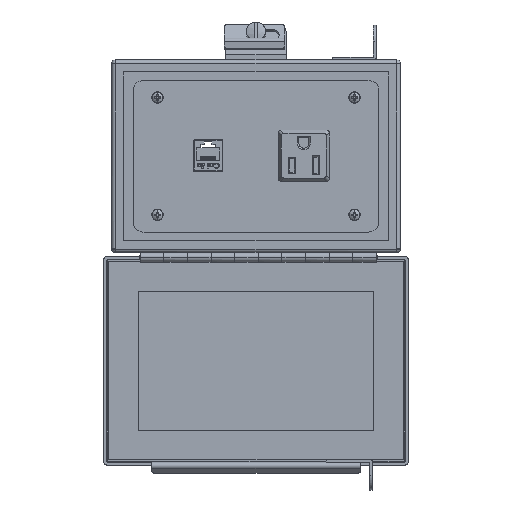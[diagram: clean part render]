
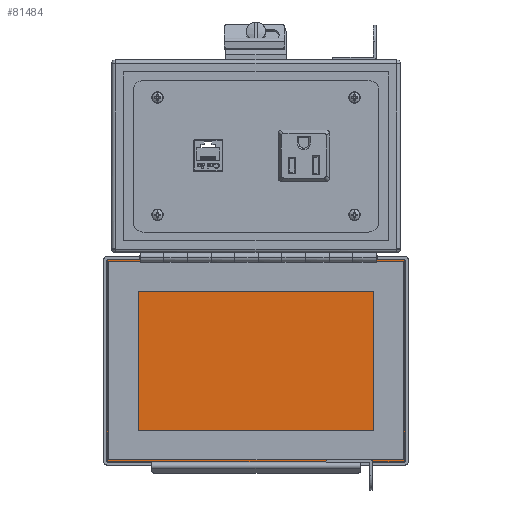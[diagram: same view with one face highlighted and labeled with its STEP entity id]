
A CAD part, top view. The second image highlights one B-rep face of the part: STEP entity #81484.
In plain terms, the highlighted planar face has unit normal (0, 0, 1).
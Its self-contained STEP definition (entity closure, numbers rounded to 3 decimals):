
#525 = DIRECTION ( 'NONE',  ( 0., 1., 0. ) ) ;
#1040 = VECTOR ( 'NONE', #41901, 1000. ) ;
#3188 = DIRECTION ( 'NONE',  ( -1., 0., 0. ) ) ;
#3189 = CARTESIAN_POINT ( 'NONE',  ( 0., -54.61, 22.479 ) ) ;
#3605 = CARTESIAN_POINT ( 'NONE',  ( -78.373, -161.29, 22.479 ) ) ;
#4043 = VECTOR ( 'NONE', #62407, 1000. ) ;
#6951 = VECTOR ( 'NONE', #57872, 1000. ) ;
#6962 = DIRECTION ( 'NONE',  ( 1., 0., 0. ) ) ;
#8375 = EDGE_CURVE ( 'NONE', #91140, #16880, #44381, .T. ) ;
#9476 = CARTESIAN_POINT ( 'NONE',  ( 78.613, -107.95, 22.479 ) ) ;
#11730 = DIRECTION ( 'NONE',  ( 1., 0., 0. ) ) ;
#11781 = ORIENTED_EDGE ( 'NONE', *, *, #66523, .T. ) ;
#11902 = CARTESIAN_POINT ( 'NONE',  ( 0., -55.88, 22.479 ) ) ;
#12090 = VECTOR ( 'NONE', #84940, 1000. ) ;
#13182 = EDGE_CURVE ( 'NONE', #44427, #18599, #61564, .T. ) ;
#14518 = EDGE_CURVE ( 'NONE', #14834, #70078, #43691, .T. ) ;
#14593 = CARTESIAN_POINT ( 'NONE',  ( 0., -161.29, 22.479 ) ) ;
#14834 = VERTEX_POINT ( 'NONE', #3605 ) ;
#14936 = EDGE_CURVE ( 'NONE', #44427, #16421, #50678, .T. ) ;
#15852 = CARTESIAN_POINT ( 'NONE',  ( -78.613, -107.95, 22.479 ) ) ;
#16421 = VERTEX_POINT ( 'NONE', #77336 ) ;
#16851 = CARTESIAN_POINT ( 'NONE',  ( 0., -160.02, 22.479 ) ) ;
#16880 = VERTEX_POINT ( 'NONE', #97783 ) ;
#16931 = VERTEX_POINT ( 'NONE', #91460 ) ;
#17448 = VERTEX_POINT ( 'NONE', #66646 ) ;
#18599 = VERTEX_POINT ( 'NONE', #89448 ) ;
#18918 = DIRECTION ( 'NONE',  ( 0., 1., 0. ) ) ;
#19086 = ORIENTED_EDGE ( 'NONE', *, *, #28292, .T. ) ;
#19449 = CARTESIAN_POINT ( 'NONE',  ( 78.69, -161.29, 22.479 ) ) ;
#19968 = VERTEX_POINT ( 'NONE', #54965 ) ;
#20260 = ORIENTED_EDGE ( 'NONE', *, *, #71003, .T. ) ;
#20288 = EDGE_CURVE ( 'NONE', #16880, #75818, #26171, .T. ) ;
#20710 = CARTESIAN_POINT ( 'NONE',  ( 63.564, -55.88, 22.479 ) ) ;
#20829 = LINE ( 'NONE', #3189, #81155 ) ;
#21843 = DIRECTION ( 'NONE',  ( 0., 0., -1. ) ) ;
#23446 = DIRECTION ( 'NONE',  ( 0., -1., 0. ) ) ;
#23610 = EDGE_CURVE ( 'NONE', #18599, #75818, #95380, .T. ) ;
#25082 = CARTESIAN_POINT ( 'NONE',  ( 78.613, -160.982, 22.479 ) ) ;
#25191 = CARTESIAN_POINT ( 'NONE',  ( 37.084, -161.29, 22.479 ) ) ;
#25403 = CARTESIAN_POINT ( 'NONE',  ( 59.944, -161.29, 22.479 ) ) ;
#26171 = CIRCLE ( 'NONE', #93707, 0.317 ) ;
#27068 = DIRECTION ( 'NONE',  ( 0., 1., 0. ) ) ;
#28292 = EDGE_CURVE ( 'NONE', #70078, #60259, #35685, .T. ) ;
#29150 = ORIENTED_EDGE ( 'NONE', *, *, #14936, .T. ) ;
#29408 = CARTESIAN_POINT ( 'NONE',  ( 59.944, -160.02, 22.479 ) ) ;
#29495 = ORIENTED_EDGE ( 'NONE', *, *, #14518, .T. ) ;
#30399 = ORIENTED_EDGE ( 'NONE', *, *, #13182, .F. ) ;
#30717 = VECTOR ( 'NONE', #86131, 1000. ) ;
#31091 = CARTESIAN_POINT ( 'NONE',  ( -78.69, -161.29, 22.479 ) ) ;
#32249 = LINE ( 'NONE', #16851, #12090 ) ;
#33106 = LINE ( 'NONE', #78549, #30717 ) ;
#34068 = EDGE_CURVE ( 'NONE', #45559, #14834, #49652, .T. ) ;
#34095 = DIRECTION ( 'NONE',  ( -1., 0., 0. ) ) ;
#34422 = CARTESIAN_POINT ( 'NONE',  ( 0., -161.29, 22.479 ) ) ;
#34457 = CARTESIAN_POINT ( 'NONE',  ( 78.359, -54.61, 22.479 ) ) ;
#34616 = ORIENTED_EDGE ( 'NONE', *, *, #34068, .T. ) ;
#35685 = LINE ( 'NONE', #49382, #91225 ) ;
#35696 = LINE ( 'NONE', #15852, #73510 ) ;
#38672 = DIRECTION ( 'NONE',  ( 1., 0., 0. ) ) ;
#41893 = CARTESIAN_POINT ( 'NONE',  ( 71.025, -54.61, 22.479 ) ) ;
#41901 = DIRECTION ( 'NONE',  ( 0., -1., 0. ) ) ;
#42782 = CIRCLE ( 'NONE', #68546, 0.317 ) ;
#43691 = LINE ( 'NONE', #14593, #61374 ) ;
#44381 = LINE ( 'NONE', #9476, #4043 ) ;
#44427 = VERTEX_POINT ( 'NONE', #20710 ) ;
#45229 = DIRECTION ( 'NONE',  ( 0., 0., 1. ) ) ;
#45559 = VERTEX_POINT ( 'NONE', #69884 ) ;
#45711 = ORIENTED_EDGE ( 'NONE', *, *, #20288, .T. ) ;
#46179 = VERTEX_POINT ( 'NONE', #97238 ) ;
#46735 = ORIENTED_EDGE ( 'NONE', *, *, #76346, .T. ) ;
#47169 = AXIS2_PLACEMENT_3D ( 'NONE', #90411, #45229, #98023 ) ;
#48329 = VECTOR ( 'NONE', #34095, 1000. ) ;
#48598 = DIRECTION ( 'NONE',  ( 0., 0., -1. ) ) ;
#48599 = DIRECTION ( 'NONE',  ( -1., 0., 0. ) ) ;
#48994 = ORIENTED_EDGE ( 'NONE', *, *, #93654, .T. ) ;
#49382 = CARTESIAN_POINT ( 'NONE',  ( 37.084, -107.95, 22.479 ) ) ;
#49606 = AXIS2_PLACEMENT_3D ( 'NONE', #93805, #48598, #3188 ) ;
#49652 = CIRCLE ( 'NONE', #50199, 0.317 ) ;
#50199 = AXIS2_PLACEMENT_3D ( 'NONE', #31091, #83919, #38672 ) ;
#50366 = VERTEX_POINT ( 'NONE', #25403 ) ;
#50678 = LINE ( 'NONE', #11902, #48329 ) ;
#50707 = ORIENTED_EDGE ( 'NONE', *, *, #97318, .T. ) ;
#51984 = LINE ( 'NONE', #34422, #6951 ) ;
#52825 = EDGE_LOOP ( 'NONE', ( #30399, #29150, #50707, #20260, #59708, #46735, #34616, #29495, #19086, #89832, #58599, #11781, #48994, #82348, #45711, #84908 ) ) ;
#54365 = EDGE_CURVE ( 'NONE', #60259, #66677, #32249, .T. ) ;
#54965 = CARTESIAN_POINT ( 'NONE',  ( -61.15, -54.61, 22.479 ) ) ;
#57872 = DIRECTION ( 'NONE',  ( 1., 0., 0. ) ) ;
#58599 = ORIENTED_EDGE ( 'NONE', *, *, #97435, .T. ) ;
#59708 = ORIENTED_EDGE ( 'NONE', *, *, #94731, .T. ) ;
#60259 = VERTEX_POINT ( 'NONE', #93439 ) ;
#61374 = VECTOR ( 'NONE', #6962, 1000. ) ;
#61564 = LINE ( 'NONE', #76591, #79302 ) ;
#62407 = DIRECTION ( 'NONE',  ( 0., 1., 0. ) ) ;
#66523 = EDGE_CURVE ( 'NONE', #50366, #17448, #51984, .T. ) ;
#66646 = CARTESIAN_POINT ( 'NONE',  ( 78.373, -161.29, 22.479 ) ) ;
#66677 = VERTEX_POINT ( 'NONE', #29408 ) ;
#67158 = CARTESIAN_POINT ( 'NONE',  ( 78.677, -54.61, 22.479 ) ) ;
#68546 = AXIS2_PLACEMENT_3D ( 'NONE', #19449, #72359, #27068 ) ;
#69884 = CARTESIAN_POINT ( 'NONE',  ( -78.613, -160.982, 22.479 ) ) ;
#70078 = VERTEX_POINT ( 'NONE', #25191 ) ;
#71003 = EDGE_CURVE ( 'NONE', #19968, #16931, #20829, .T. ) ;
#72359 = DIRECTION ( 'NONE',  ( 0., 0., -1. ) ) ;
#73510 = VECTOR ( 'NONE', #23446, 1000. ) ;
#74734 = DIRECTION ( 'NONE',  ( 1., 0., 0. ) ) ;
#75302 = VECTOR ( 'NONE', #11730, 1000. ) ;
#75818 = VERTEX_POINT ( 'NONE', #34457 ) ;
#76346 = EDGE_CURVE ( 'NONE', #46179, #45559, #35696, .T. ) ;
#76591 = CARTESIAN_POINT ( 'NONE',  ( 63.564, -55.118, 22.479 ) ) ;
#77336 = CARTESIAN_POINT ( 'NONE',  ( -61.15, -55.88, 22.479 ) ) ;
#78549 = CARTESIAN_POINT ( 'NONE',  ( -61.15, -107.95, 22.479 ) ) ;
#79302 = VECTOR ( 'NONE', #525, 1000. ) ;
#81155 = VECTOR ( 'NONE', #48599, 1000. ) ;
#81484 = ADVANCED_FACE ( 'NONE', ( #96205 ), #82486, .T. ) ;
#82348 = ORIENTED_EDGE ( 'NONE', *, *, #8375, .T. ) ;
#82486 = PLANE ( 'NONE',  #47169 ) ;
#83919 = DIRECTION ( 'NONE',  ( 0., 0., -1. ) ) ;
#84908 = ORIENTED_EDGE ( 'NONE', *, *, #23610, .F. ) ;
#84940 = DIRECTION ( 'NONE',  ( 1., 0., 0. ) ) ;
#86131 = DIRECTION ( 'NONE',  ( 0., 1., 0. ) ) ;
#87123 = CARTESIAN_POINT ( 'NONE',  ( 59.944, -107.95, 22.479 ) ) ;
#88695 = CIRCLE ( 'NONE', #49606, 0.317 ) ;
#89448 = CARTESIAN_POINT ( 'NONE',  ( 63.564, -54.61, 22.479 ) ) ;
#89832 = ORIENTED_EDGE ( 'NONE', *, *, #54365, .T. ) ;
#90411 = CARTESIAN_POINT ( 'NONE',  ( 78.613, -161.29, 22.479 ) ) ;
#91140 = VERTEX_POINT ( 'NONE', #25082 ) ;
#91225 = VECTOR ( 'NONE', #18918, 1000. ) ;
#91460 = CARTESIAN_POINT ( 'NONE',  ( -78.359, -54.61, 22.479 ) ) ;
#93439 = CARTESIAN_POINT ( 'NONE',  ( 37.084, -160.02, 22.479 ) ) ;
#93654 = EDGE_CURVE ( 'NONE', #17448, #91140, #42782, .T. ) ;
#93707 = AXIS2_PLACEMENT_3D ( 'NONE', #67158, #21843, #74734 ) ;
#93805 = CARTESIAN_POINT ( 'NONE',  ( -78.676, -54.61, 22.479 ) ) ;
#94731 = EDGE_CURVE ( 'NONE', #16931, #46179, #88695, .T. ) ;
#95380 = LINE ( 'NONE', #41893, #75302 ) ;
#96205 = FACE_OUTER_BOUND ( 'NONE', #52825, .T. ) ;
#96880 = LINE ( 'NONE', #87123, #1040 ) ;
#97238 = CARTESIAN_POINT ( 'NONE',  ( -78.613, -54.921, 22.479 ) ) ;
#97318 = EDGE_CURVE ( 'NONE', #16421, #19968, #33106, .T. ) ;
#97435 = EDGE_CURVE ( 'NONE', #66677, #50366, #96880, .T. ) ;
#97783 = CARTESIAN_POINT ( 'NONE',  ( 78.613, -54.921, 22.479 ) ) ;
#98023 = DIRECTION ( 'NONE',  ( 0., 1., 0. ) ) ;
